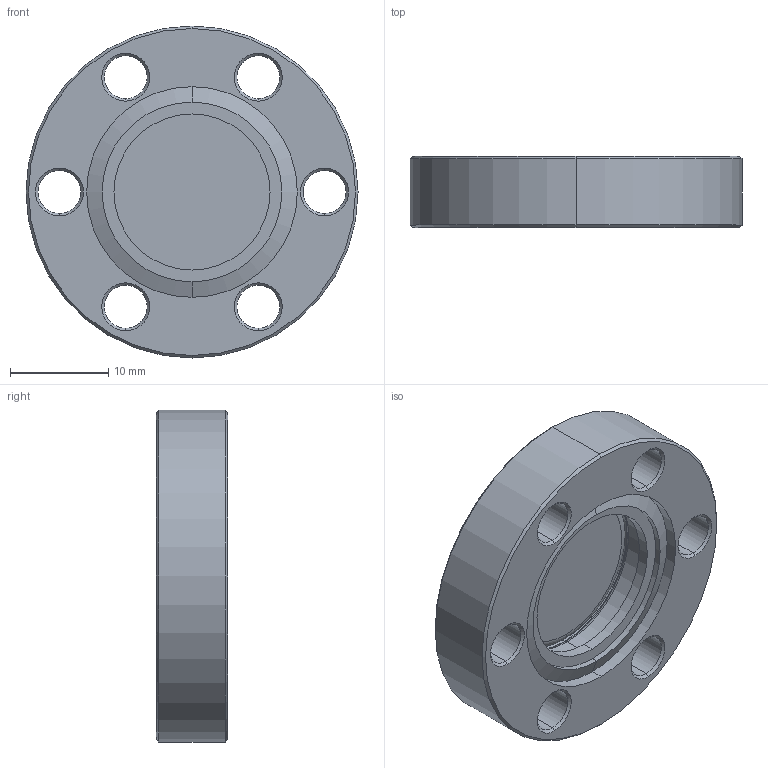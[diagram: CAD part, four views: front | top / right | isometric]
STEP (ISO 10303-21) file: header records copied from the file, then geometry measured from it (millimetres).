
FILE_DESCRIPTION (( 'STEP AP203' ), '1' );
FILE_NAME ('450000.STEP', '2010-02-16T16:13:38', ( 'MIS' ), ( '' ), 'SwSTEP 2.0', 'SolidWorks 2009', '' );
FILE_SCHEMA (( 'CONFIG_CONTROL_DESIGN' ));
Length unit declared in the file: inch
Products named in the file (3): 450000; 945010; 045000
Assembly tree (2 placements, depth 2):
  450000
    045000
    945010
Bounding box: 33.78 x 7.24 x 33.78 mm (x, y, z)
Volume: 4290.5 mm3; surface area: 4008.4 mm2
Topology: 3 solids, 3 shells, 81 faces, 172 edges, 100 vertices
Faces by surface type: cylinder 32, cone 30, torus 10, plane 9
Entity records: 2525 total; most frequent: DIRECTION 454, CARTESIAN_POINT 358, ORIENTED_EDGE 344, AXIS2_PLACEMENT_3D 196, EDGE_CURVE 172, CIRCLE 110, VERTEX_POINT 100, EDGE_LOOP 100
